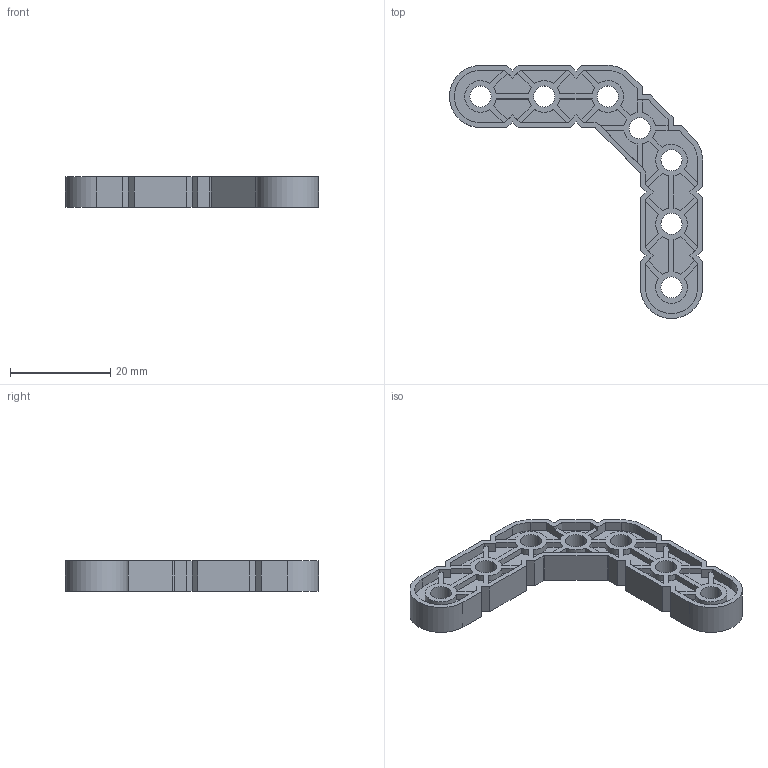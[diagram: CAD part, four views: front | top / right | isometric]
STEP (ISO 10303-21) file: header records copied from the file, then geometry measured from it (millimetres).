
FILE_DESCRIPTION (( 'STEP AP214' ), '1' );
FILE_NAME ('228-2500-151.STEP', '2014-03-06T18:45:02', ( '' ), ( '' ), 'SwSTEP 2.0', 'SolidWorks 2013', '' );
FILE_SCHEMA (( 'AUTOMOTIVE_DESIGN' ));
Length unit declared in the file: millimetre
Products named in the file (1): 228-2500-151
Bounding box: 50.5 x 50.5 x 6.1 mm (x, y, z)
Volume: 3065 mm3; surface area: 4790 mm2
Topology: 1 solids, 1 shells, 358 faces, 1062 edges, 708 vertices
Faces by surface type: plane 252, cylinder 106
Entity records: 12000 total; most frequent: CARTESIAN_POINT 2129, ORIENTED_EDGE 2124, DIRECTION 1992, EDGE_CURVE 1062, LINE 850, VECTOR 850, VERTEX_POINT 708, AXIS2_PLACEMENT_3D 571
